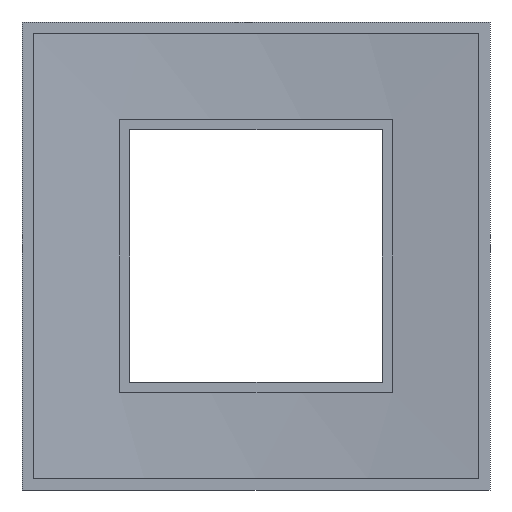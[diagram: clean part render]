
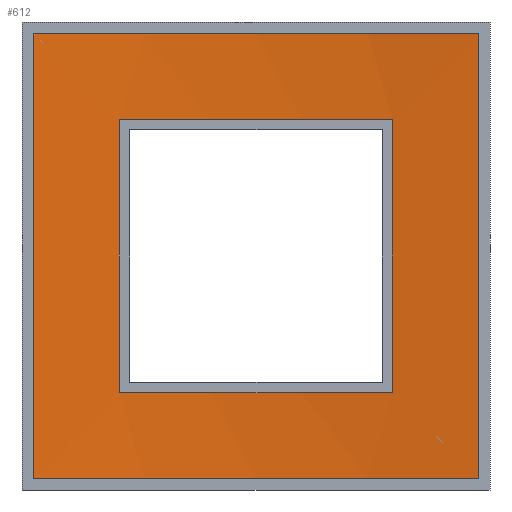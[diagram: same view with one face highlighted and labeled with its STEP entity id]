
A CAD part, front view. The second image highlights one B-rep face of the part: STEP entity #612.
In plain terms, the highlighted cylindrical face has radius 293.5 mm (diameter 587 mm), a partial arc.
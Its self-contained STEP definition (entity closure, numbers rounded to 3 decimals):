
#10 = CARTESIAN_POINT ( 'NONE',  ( 40., 3.762, -40. ) ) ;
#13 = DIRECTION ( 'NONE',  ( 0., 0., -1. ) ) ;
#25 = AXIS2_PLACEMENT_3D ( 'NONE', #77, #437, #578 ) ;
#30 = EDGE_CURVE ( 'NONE', #212, #470, #630, .T. ) ;
#36 = DIRECTION ( 'NONE',  ( 0., 0., -1. ) ) ;
#38 = CYLINDRICAL_SURFACE ( 'NONE', #519, 293.5 ) ;
#42 = ORIENTED_EDGE ( 'NONE', *, *, #589, .T. ) ;
#45 = AXIS2_PLACEMENT_3D ( 'NONE', #535, #246, #297 ) ;
#77 = CARTESIAN_POINT ( 'NONE',  ( 0., -287., -24.5 ) ) ;
#87 = CARTESIAN_POINT ( 'NONE',  ( 40., 3.762, 40. ) ) ;
#96 = EDGE_CURVE ( 'NONE', #194, #494, #586, .T. ) ;
#104 = CARTESIAN_POINT ( 'NONE',  ( -40., 3.762, -40. ) ) ;
#112 = LINE ( 'NONE', #120, #205 ) ;
#119 = CARTESIAN_POINT ( 'NONE',  ( -40., 3.762, 40. ) ) ;
#120 = CARTESIAN_POINT ( 'NONE',  ( -24.5, 5.476, -24.5 ) ) ;
#132 = VERTEX_POINT ( 'NONE', #393 ) ;
#146 = EDGE_LOOP ( 'NONE', ( #478, #153, #162, #249 ) ) ;
#153 = ORIENTED_EDGE ( 'NONE', *, *, #196, .F. ) ;
#162 = ORIENTED_EDGE ( 'NONE', *, *, #383, .T. ) ;
#176 = DIRECTION ( 'NONE',  ( -1., 0., 0. ) ) ;
#190 = FACE_BOUND ( 'NONE', #290, .T. ) ;
#194 = VERTEX_POINT ( 'NONE', #461 ) ;
#196 = EDGE_CURVE ( 'NONE', #486, #546, #412, .T. ) ;
#205 = VECTOR ( 'NONE', #276, 1000. ) ;
#212 = VERTEX_POINT ( 'NONE', #419 ) ;
#233 = CARTESIAN_POINT ( 'NONE',  ( 0., -287., 24.5 ) ) ;
#246 = DIRECTION ( 'NONE',  ( 0., 0., 1. ) ) ;
#247 = VECTOR ( 'NONE', #595, 1000. ) ;
#249 = ORIENTED_EDGE ( 'NONE', *, *, #30, .T. ) ;
#261 = EDGE_CURVE ( 'NONE', #494, #567, #439, .T. ) ;
#267 = CIRCLE ( 'NONE', #455, 293.5 ) ;
#272 = DIRECTION ( 'NONE',  ( 0., 0., 1. ) ) ;
#276 = DIRECTION ( 'NONE',  ( 0., 0., 1. ) ) ;
#279 = VECTOR ( 'NONE', #428, 1000. ) ;
#284 = DIRECTION ( 'NONE',  ( 0., 0., -1. ) ) ;
#290 = EDGE_LOOP ( 'NONE', ( #496, #460, #462, #42 ) ) ;
#297 = DIRECTION ( 'NONE',  ( -1., 0., 0. ) ) ;
#351 = DIRECTION ( 'NONE',  ( 1., 0., 0. ) ) ;
#379 = CARTESIAN_POINT ( 'NONE',  ( 0., -287., 42. ) ) ;
#383 = EDGE_CURVE ( 'NONE', #486, #212, #621, .T. ) ;
#387 = EDGE_CURVE ( 'NONE', #567, #132, #629, .T. ) ;
#393 = CARTESIAN_POINT ( 'NONE',  ( -24.5, 5.476, -24.5 ) ) ;
#400 = FACE_OUTER_BOUND ( 'NONE', #146, .T. ) ;
#412 = LINE ( 'NONE', #87, #548 ) ;
#419 = CARTESIAN_POINT ( 'NONE',  ( -40., 3.762, 40. ) ) ;
#428 = DIRECTION ( 'NONE',  ( 0., 0., -1. ) ) ;
#437 = DIRECTION ( 'NONE',  ( 0., 0., 1. ) ) ;
#439 = LINE ( 'NONE', #593, #247 ) ;
#447 = CARTESIAN_POINT ( 'NONE',  ( 40., 3.762, 40. ) ) ;
#455 = AXIS2_PLACEMENT_3D ( 'NONE', #509, #272, #176 ) ;
#456 = CARTESIAN_POINT ( 'NONE',  ( 24.5, 5.476, 24.5 ) ) ;
#460 = ORIENTED_EDGE ( 'NONE', *, *, #261, .T. ) ;
#461 = CARTESIAN_POINT ( 'NONE',  ( -24.5, 5.476, 24.5 ) ) ;
#462 = ORIENTED_EDGE ( 'NONE', *, *, #387, .T. ) ;
#469 = CARTESIAN_POINT ( 'NONE',  ( 24.5, 5.476, -24.5 ) ) ;
#470 = VERTEX_POINT ( 'NONE', #104 ) ;
#474 = DIRECTION ( 'NONE',  ( -1., 0., 0. ) ) ;
#475 = EDGE_CURVE ( 'NONE', #546, #470, #267, .T. ) ;
#478 = ORIENTED_EDGE ( 'NONE', *, *, #475, .F. ) ;
#486 = VERTEX_POINT ( 'NONE', #447 ) ;
#494 = VERTEX_POINT ( 'NONE', #456 ) ;
#496 = ORIENTED_EDGE ( 'NONE', *, *, #96, .T. ) ;
#509 = CARTESIAN_POINT ( 'NONE',  ( 0., -287., -40. ) ) ;
#519 = AXIS2_PLACEMENT_3D ( 'NONE', #379, #13, #474 ) ;
#535 = CARTESIAN_POINT ( 'NONE',  ( 0., -287., 40. ) ) ;
#546 = VERTEX_POINT ( 'NONE', #10 ) ;
#548 = VECTOR ( 'NONE', #36, 1000. ) ;
#567 = VERTEX_POINT ( 'NONE', #469 ) ;
#578 = DIRECTION ( 'NONE',  ( -1., 0., 0. ) ) ;
#586 = CIRCLE ( 'NONE', #614, 293.5 ) ;
#589 = EDGE_CURVE ( 'NONE', #132, #194, #112, .T. ) ;
#593 = CARTESIAN_POINT ( 'NONE',  ( 24.5, 5.476, 24.5 ) ) ;
#595 = DIRECTION ( 'NONE',  ( 0., 0., -1. ) ) ;
#612 = ADVANCED_FACE ( 'NONE', ( #190, #400 ), #38, .F. ) ;
#614 = AXIS2_PLACEMENT_3D ( 'NONE', #233, #284, #351 ) ;
#621 = CIRCLE ( 'NONE', #45, 293.5 ) ;
#629 = CIRCLE ( 'NONE', #25, 293.5 ) ;
#630 = LINE ( 'NONE', #119, #279 ) ;
